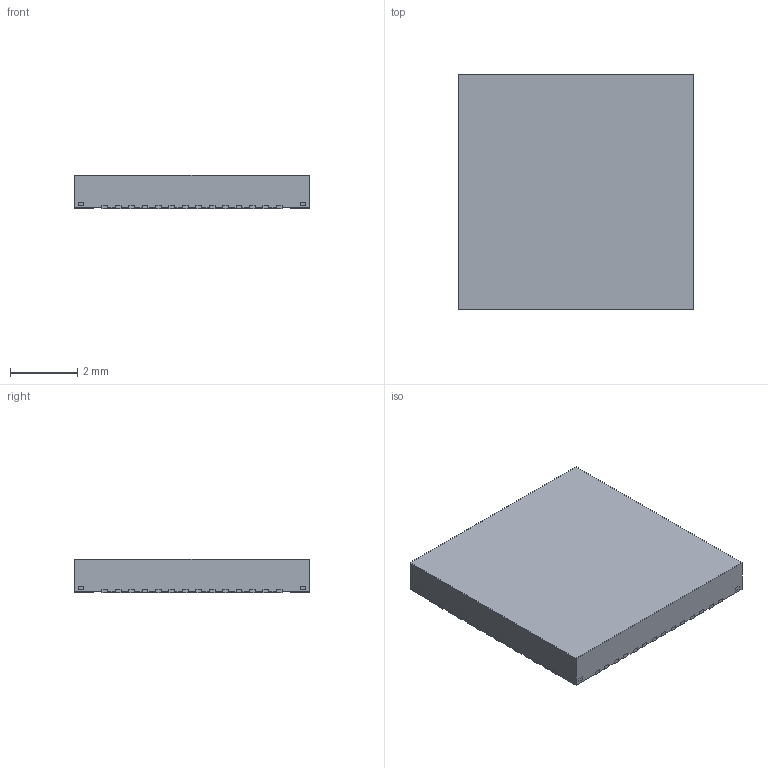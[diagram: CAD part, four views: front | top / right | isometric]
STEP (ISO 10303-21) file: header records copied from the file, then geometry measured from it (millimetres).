
FILE_DESCRIPTION((''),'2;1');
FILE_NAME('RSH0056G_ASM','2023-08-14T09:12:00',('a0412086'),(''),'CREO PARAMETRIC BY PTC INC, 2018500','CREO PARAMETRIC BY PTC INC, 2018500','');
FILE_SCHEMA(('CONFIG_CONTROL_DESIGN','SHAPE_APPEARANCE_LAYERS_GROUPS'));
Length unit declared in the file: millimetre
Products named in the file (4): RSH0056G_FRAME; RSH0056G_BODY; RSH0056G_PIN1_AREA; RSH0056G_ASM
Assembly tree (3 placements, depth 2):
  RSH0056G_ASM
    RSH0056G_FRAME
    RSH0056G_BODY
    RSH0056G_PIN1_AREA
Bounding box: 7 x 7 x 1 mm (x, y, z)
Volume: 48.6 mm3; surface area: 210.3 mm2
Topology: 62 solids, 62 shells, 1307 faces, 3546 edges, 2364 vertices
Faces by surface type: plane 1083, cylinder 224
Entity records: 52271 total; most frequent: CARTESIAN_POINT 7224, ORIENTED_EDGE 7092, DIRECTION 6622, PRESENTATION_STYLE_ASSIGNMENT 3672, STYLED_ITEM 3608, CURVE_STYLE 3546, EDGE_CURVE 3546, VECTOR 3098
